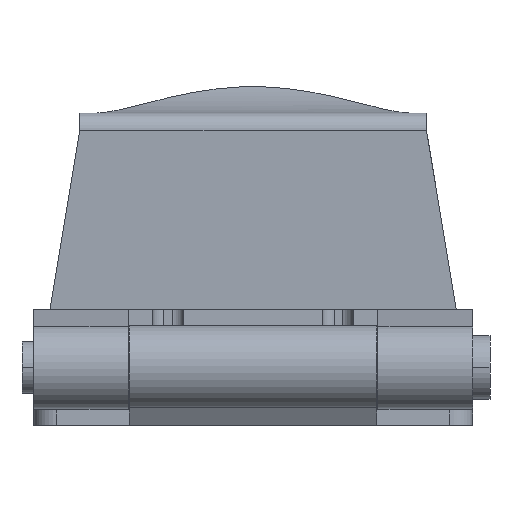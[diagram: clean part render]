
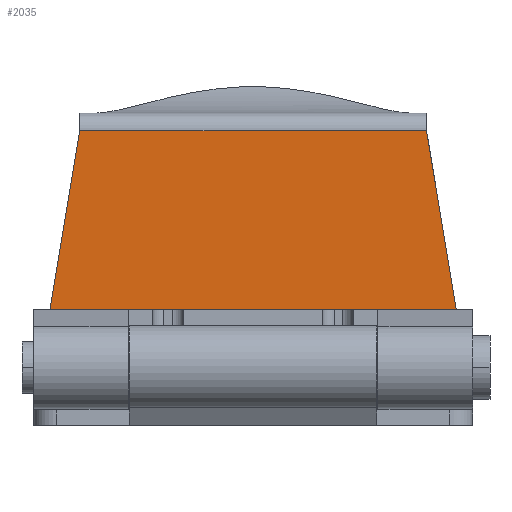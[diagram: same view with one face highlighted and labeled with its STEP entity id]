
A CAD part, left-side view. The second image highlights one B-rep face of the part: STEP entity #2035.
In plain terms, the highlighted planar face has unit normal (-1, 0, -0.018).
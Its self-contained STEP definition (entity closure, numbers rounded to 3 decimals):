
#49 = FACE_OUTER_BOUND ( 'NONE', #979, .T. ) ;
#533 = ORIENTED_EDGE ( 'NONE', *, *, #1387, .F. ) ;
#594 = ORIENTED_EDGE ( 'NONE', *, *, #1802, .F. ) ;
#827 = VECTOR ( 'NONE', #2885, 1000. ) ;
#831 = VECTOR ( 'NONE', #2636, 1000. ) ;
#866 = ORIENTED_EDGE ( 'NONE', *, *, #1355, .T. ) ;
#979 = EDGE_LOOP ( 'NONE', ( #594, #866, #533, #1014 ) ) ;
#1014 = ORIENTED_EDGE ( 'NONE', *, *, #1375, .T. ) ;
#1181 = VECTOR ( 'NONE', #2637, 1000. ) ;
#1192 = VECTOR ( 'NONE', #3548, 1000. ) ;
#1355 = EDGE_CURVE ( 'NONE', #2526, #3295, #1742, .T. ) ;
#1375 = EDGE_CURVE ( 'NONE', #3321, #2102, #1728, .T. ) ;
#1387 = EDGE_CURVE ( 'NONE', #3321, #3295, #2163, .T. ) ;
#1662 = CARTESIAN_POINT ( 'NONE',  ( 49.472, 19., -3.5 ) ) ;
#1716 = CARTESIAN_POINT ( 'NONE',  ( 49.028, 15.005, 20.472 ) ) ;
#1728 = LINE ( 'NONE', #2633, #831 ) ;
#1742 = LINE ( 'NONE', #2922, #827 ) ;
#1802 = EDGE_CURVE ( 'NONE', #2526, #2102, #2150, .T. ) ;
#2035 = ADVANCED_FACE ( 'NONE', ( #49 ), #3813, .F. ) ;
#2102 = VERTEX_POINT ( 'NONE', #3260 ) ;
#2150 = LINE ( 'NONE', #3446, #1192 ) ;
#2163 = LINE ( 'NONE', #2587, #1181 ) ;
#2526 = VERTEX_POINT ( 'NONE', #3079 ) ;
#2587 = CARTESIAN_POINT ( 'NONE',  ( 49.472, 19., -3.5 ) ) ;
#2633 = CARTESIAN_POINT ( 'NONE',  ( 49.472, 19., -3.5 ) ) ;
#2636 = DIRECTION ( 'NONE',  ( 0., -1., 0. ) ) ;
#2637 = DIRECTION ( 'NONE',  ( -0.018, -0.164, 0.986 ) ) ;
#2885 = DIRECTION ( 'NONE',  ( 0., 1., 0. ) ) ;
#2922 = CARTESIAN_POINT ( 'NONE',  ( 49.028, 19., 20.472 ) ) ;
#3079 = CARTESIAN_POINT ( 'NONE',  ( 49.028, -15.005, 20.472 ) ) ;
#3260 = CARTESIAN_POINT ( 'NONE',  ( 49.472, -19., -3.5 ) ) ;
#3295 = VERTEX_POINT ( 'NONE', #1716 ) ;
#3321 = VERTEX_POINT ( 'NONE', #1662 ) ;
#3446 = CARTESIAN_POINT ( 'NONE',  ( 49.358, -17.973, 2.66 ) ) ;
#3548 = DIRECTION ( 'NONE',  ( 0.018, -0.164, -0.986 ) ) ;
#3738 = AXIS2_PLACEMENT_3D ( 'NONE', #3818, #3822, #3817 ) ;
#3813 = PLANE ( 'NONE',  #3738 ) ;
#3817 = DIRECTION ( 'NONE',  ( 0.019, 0., -1. ) ) ;
#3818 = CARTESIAN_POINT ( 'NONE',  ( 49.472, 19., -3.5 ) ) ;
#3822 = DIRECTION ( 'NONE',  ( 1., 0., 0.019 ) ) ;
